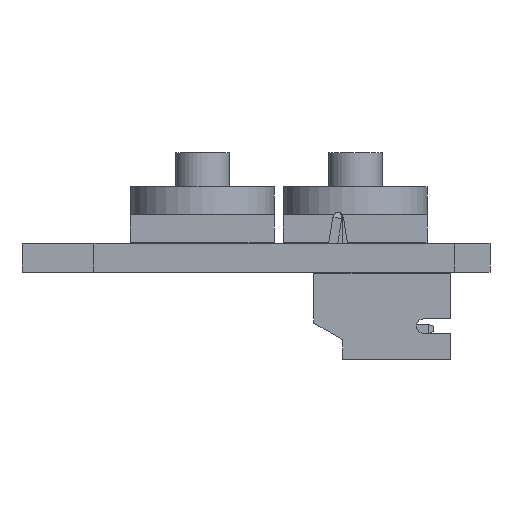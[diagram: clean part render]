
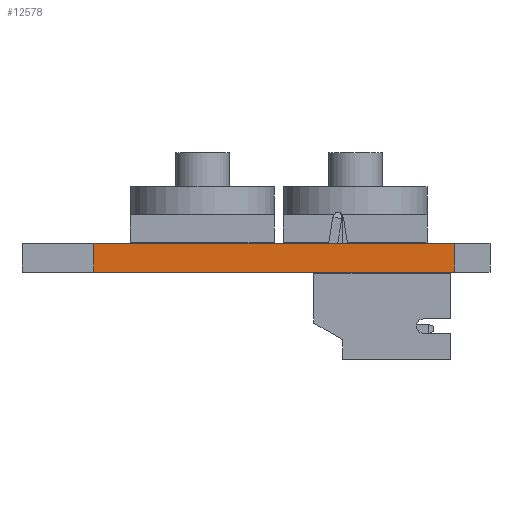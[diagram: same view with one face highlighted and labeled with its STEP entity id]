
A CAD part, front view. The second image highlights one B-rep face of the part: STEP entity #12578.
In plain terms, the highlighted planar face has unit normal (0, -1, 0).
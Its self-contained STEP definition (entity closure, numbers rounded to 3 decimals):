
#11090 = PLANE('',#11091);
#11091 = AXIS2_PLACEMENT_3D('',#11092,#11093,#11094);
#11092 = CARTESIAN_POINT('',(133.64,-91.571,1.6));
#11093 = DIRECTION('',(-0.,-0.,-1.));
#11094 = DIRECTION('',(-1.,0.,0.));
#11144 = PLANE('',#11145);
#11145 = AXIS2_PLACEMENT_3D('',#11146,#11147,#11148);
#11146 = CARTESIAN_POINT('',(133.64,-91.571,0.));
#11147 = DIRECTION('',(-0.,-0.,-1.));
#11148 = DIRECTION('',(-1.,0.,0.));
#11393 = VERTEX_POINT('',#11394);
#11394 = CARTESIAN_POINT('',(145.62,-142.73,0.));
#11408 = PLANE('',#11409);
#11409 = AXIS2_PLACEMENT_3D('',#11410,#11411,#11412);
#11410 = CARTESIAN_POINT('',(145.62,-130.73,0.));
#11411 = DIRECTION('',(1.,0.,-0.));
#11412 = DIRECTION('',(0.,-1.,0.));
#11420 = EDGE_CURVE('',#11393,#11421,#11423,.T.);
#11421 = VERTEX_POINT('',#11422);
#11422 = CARTESIAN_POINT('',(125.61,-142.73,0.));
#11423 = SURFACE_CURVE('',#11424,(#11428,#11435),.PCURVE_S1.);
#11424 = LINE('',#11425,#11426);
#11425 = CARTESIAN_POINT('',(145.62,-142.73,0.));
#11426 = VECTOR('',#11427,1.);
#11427 = DIRECTION('',(-1.,0.,0.));
#11428 = PCURVE('',#11144,#11429);
#11429 = DEFINITIONAL_REPRESENTATION('',(#11430),#11434);
#11430 = LINE('',#11431,#11432);
#11431 = CARTESIAN_POINT('',(-11.98,-51.159));
#11432 = VECTOR('',#11433,1.);
#11433 = DIRECTION('',(1.,0.));
#11434 = ( GEOMETRIC_REPRESENTATION_CONTEXT(2) 
PARAMETRIC_REPRESENTATION_CONTEXT() REPRESENTATION_CONTEXT('2D SPACE',''
  ) );
#11435 = PCURVE('',#11436,#11441);
#11436 = PLANE('',#11437);
#11437 = AXIS2_PLACEMENT_3D('',#11438,#11439,#11440);
#11438 = CARTESIAN_POINT('',(145.62,-142.73,0.));
#11439 = DIRECTION('',(0.,-1.,0.));
#11440 = DIRECTION('',(-1.,0.,0.));
#11441 = DEFINITIONAL_REPRESENTATION('',(#11442),#11446);
#11442 = LINE('',#11443,#11444);
#11443 = CARTESIAN_POINT('',(0.,-0.));
#11444 = VECTOR('',#11445,1.);
#11445 = DIRECTION('',(1.,0.));
#11446 = ( GEOMETRIC_REPRESENTATION_CONTEXT(2) 
PARAMETRIC_REPRESENTATION_CONTEXT() REPRESENTATION_CONTEXT('2D SPACE',''
  ) );
#11464 = PLANE('',#11465);
#11465 = AXIS2_PLACEMENT_3D('',#11466,#11467,#11468);
#11466 = CARTESIAN_POINT('',(125.61,-142.73,0.));
#11467 = DIRECTION('',(-1.,0.,0.));
#11468 = DIRECTION('',(0.,1.,0.));
#11937 = VERTEX_POINT('',#11938);
#11938 = CARTESIAN_POINT('',(145.62,-142.73,1.6));
#11959 = EDGE_CURVE('',#11937,#11960,#11962,.T.);
#11960 = VERTEX_POINT('',#11961);
#11961 = CARTESIAN_POINT('',(125.61,-142.73,1.6));
#11962 = SURFACE_CURVE('',#11963,(#11967,#11974),.PCURVE_S1.);
#11963 = LINE('',#11964,#11965);
#11964 = CARTESIAN_POINT('',(145.62,-142.73,1.6));
#11965 = VECTOR('',#11966,1.);
#11966 = DIRECTION('',(-1.,0.,0.));
#11967 = PCURVE('',#11090,#11968);
#11968 = DEFINITIONAL_REPRESENTATION('',(#11969),#11973);
#11969 = LINE('',#11970,#11971);
#11970 = CARTESIAN_POINT('',(-11.98,-51.159));
#11971 = VECTOR('',#11972,1.);
#11972 = DIRECTION('',(1.,0.));
#11973 = ( GEOMETRIC_REPRESENTATION_CONTEXT(2) 
PARAMETRIC_REPRESENTATION_CONTEXT() REPRESENTATION_CONTEXT('2D SPACE',''
  ) );
#11974 = PCURVE('',#11436,#11975);
#11975 = DEFINITIONAL_REPRESENTATION('',(#11976),#11980);
#11976 = LINE('',#11977,#11978);
#11977 = CARTESIAN_POINT('',(0.,-1.6));
#11978 = VECTOR('',#11979,1.);
#11979 = DIRECTION('',(1.,0.));
#11980 = ( GEOMETRIC_REPRESENTATION_CONTEXT(2) 
PARAMETRIC_REPRESENTATION_CONTEXT() REPRESENTATION_CONTEXT('2D SPACE',''
  ) );
#12530 = EDGE_CURVE('',#11393,#11937,#12531,.T.);
#12531 = SURFACE_CURVE('',#12532,(#12536,#12543),.PCURVE_S1.);
#12532 = LINE('',#12533,#12534);
#12533 = CARTESIAN_POINT('',(145.62,-142.73,0.));
#12534 = VECTOR('',#12535,1.);
#12535 = DIRECTION('',(0.,0.,1.));
#12536 = PCURVE('',#11408,#12537);
#12537 = DEFINITIONAL_REPRESENTATION('',(#12538),#12542);
#12538 = LINE('',#12539,#12540);
#12539 = CARTESIAN_POINT('',(12.,0.));
#12540 = VECTOR('',#12541,1.);
#12541 = DIRECTION('',(0.,-1.));
#12542 = ( GEOMETRIC_REPRESENTATION_CONTEXT(2) 
PARAMETRIC_REPRESENTATION_CONTEXT() REPRESENTATION_CONTEXT('2D SPACE',''
  ) );
#12543 = PCURVE('',#11436,#12544);
#12544 = DEFINITIONAL_REPRESENTATION('',(#12545),#12549);
#12545 = LINE('',#12546,#12547);
#12546 = CARTESIAN_POINT('',(0.,-0.));
#12547 = VECTOR('',#12548,1.);
#12548 = DIRECTION('',(0.,-1.));
#12549 = ( GEOMETRIC_REPRESENTATION_CONTEXT(2) 
PARAMETRIC_REPRESENTATION_CONTEXT() REPRESENTATION_CONTEXT('2D SPACE',''
  ) );
#12555 = EDGE_CURVE('',#11421,#11960,#12556,.T.);
#12556 = SURFACE_CURVE('',#12557,(#12561,#12568),.PCURVE_S1.);
#12557 = LINE('',#12558,#12559);
#12558 = CARTESIAN_POINT('',(125.61,-142.73,0.));
#12559 = VECTOR('',#12560,1.);
#12560 = DIRECTION('',(0.,0.,1.));
#12561 = PCURVE('',#11464,#12562);
#12562 = DEFINITIONAL_REPRESENTATION('',(#12563),#12567);
#12563 = LINE('',#12564,#12565);
#12564 = CARTESIAN_POINT('',(0.,0.));
#12565 = VECTOR('',#12566,1.);
#12566 = DIRECTION('',(0.,-1.));
#12567 = ( GEOMETRIC_REPRESENTATION_CONTEXT(2) 
PARAMETRIC_REPRESENTATION_CONTEXT() REPRESENTATION_CONTEXT('2D SPACE',''
  ) );
#12568 = PCURVE('',#11436,#12569);
#12569 = DEFINITIONAL_REPRESENTATION('',(#12570),#12574);
#12570 = LINE('',#12571,#12572);
#12571 = CARTESIAN_POINT('',(20.01,0.));
#12572 = VECTOR('',#12573,1.);
#12573 = DIRECTION('',(0.,-1.));
#12574 = ( GEOMETRIC_REPRESENTATION_CONTEXT(2) 
PARAMETRIC_REPRESENTATION_CONTEXT() REPRESENTATION_CONTEXT('2D SPACE',''
  ) );
#12578 = ADVANCED_FACE('',(#12579),#11436,.T.);
#12579 = FACE_BOUND('',#12580,.T.);
#12580 = EDGE_LOOP('',(#12581,#12582,#12583,#12584));
#12581 = ORIENTED_EDGE('',*,*,#12530,.T.);
#12582 = ORIENTED_EDGE('',*,*,#11959,.T.);
#12583 = ORIENTED_EDGE('',*,*,#12555,.F.);
#12584 = ORIENTED_EDGE('',*,*,#11420,.F.);
